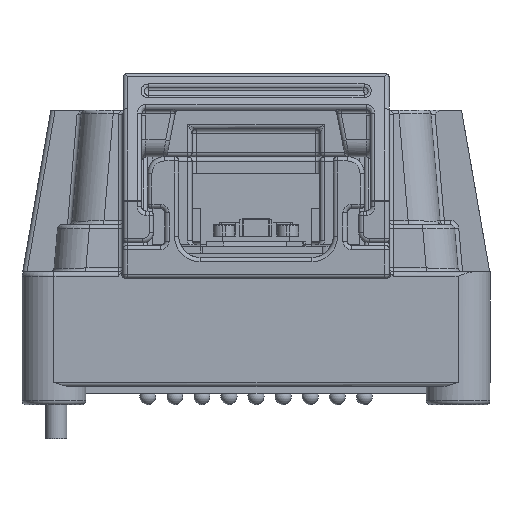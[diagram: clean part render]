
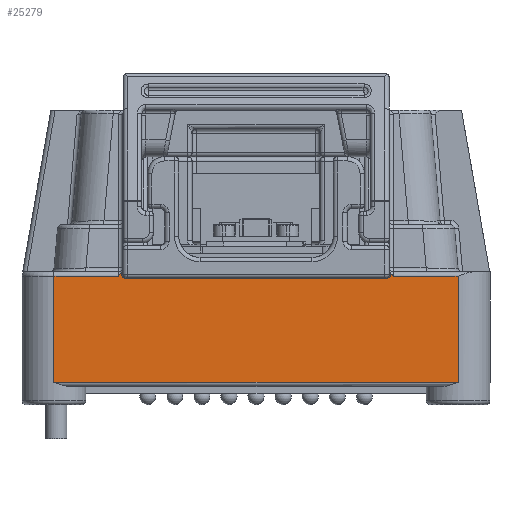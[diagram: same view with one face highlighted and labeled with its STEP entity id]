
A CAD part, front view. The second image highlights one B-rep face of the part: STEP entity #25279.
In plain terms, the highlighted planar face has unit normal (0, -1, 0).
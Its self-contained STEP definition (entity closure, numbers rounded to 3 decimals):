
#1724=LINE($,#39936,#4064);
#1725=LINE($,#39940,#4065);
#1726=LINE($,#40025,#4066);
#1778=LINE($,#40498,#4118);
#1779=LINE($,#40501,#4119);
#1780=LINE($,#40502,#4120);
#4064=VECTOR($,#31263,4.98);
#4065=VECTOR($,#31268,3.031);
#4066=VECTOR($,#31273,12.18);
#4118=VECTOR($,#31461,18.95);
#4119=VECTOR($,#31464,4.98);
#4120=VECTOR($,#31465,3.025);
#5991=PLANE($,#27372);
#7015=FACE_OUTER_BOUND($,#8531,.T.);
#8531=EDGE_LOOP($,(#19484,#19485,#19486,#19487,#19488,#19489,#19490,#19491,
#19492,#19493));
#9727=B_SPLINE_CURVE_WITH_KNOTS($,3,(#39943,#39944,#39945,#39946,#39947,
#39948),.UNSPECIFIED.,.F.,.F.,(4,2,4),(1.18,1.282,
1.399),.UNSPECIFIED.);
#9729=B_SPLINE_CURVE_WITH_KNOTS($,3,(#39999,#40000,#40001,#40002,#40003,
#40004,#40005,#40006,#40007,#40008,#40009,#40010,#40011,#40012),
 .UNSPECIFIED.,.F.,.F.,(4,2,2,2,2,2,4),(0.,0.1,0.194,
0.272,0.339,0.388,0.433),
 .UNSPECIFIED.);
#9732=B_SPLINE_CURVE_WITH_KNOTS($,3,(#40069,#40070,#40071,#40072,#40073,
#40074,#40075,#40076,#40077,#40078,#40079,#40080,#40081,#40082),
 .UNSPECIFIED.,.F.,.F.,(4,2,2,2,2,2,4),(0.,0.069,0.136,
0.206,0.284,0.361,0.431),
 .UNSPECIFIED.);
#9736=B_SPLINE_CURVE_WITH_KNOTS($,3,(#40221,#40222,#40223,#40224,#40225,
#40226),.UNSPECIFIED.,.F.,.F.,(4,2,4),(0.,0.118,0.219),
 .UNSPECIFIED.);
#11509=VERTEX_POINT($,#39360);
#11601=VERTEX_POINT($,#39927);
#11602=VERTEX_POINT($,#39938);
#11603=VERTEX_POINT($,#39942);
#11604=VERTEX_POINT($,#39998);
#11605=VERTEX_POINT($,#40019);
#11606=VERTEX_POINT($,#40068);
#11626=VERTEX_POINT($,#40220);
#11657=VERTEX_POINT($,#40491);
#11658=VERTEX_POINT($,#40500);
#14544=EDGE_CURVE($,#11601,#11509,#1724,.T.);
#14546=EDGE_CURVE($,#11509,#11602,#1725,.T.);
#14547=EDGE_CURVE($,#11603,#11602,#9727,.T.);
#14549=EDGE_CURVE($,#11603,#11604,#9729,.F.);
#14552=EDGE_CURVE($,#11605,#11604,#1726,.T.);
#14553=EDGE_CURVE($,#11605,#11606,#9732,.F.);
#14592=EDGE_CURVE($,#11626,#11606,#9736,.T.);
#14644=EDGE_CURVE($,#11657,#11601,#1778,.T.);
#14645=EDGE_CURVE($,#11658,#11657,#1779,.T.);
#14646=EDGE_CURVE($,#11626,#11658,#1780,.T.);
#19484=ORIENTED_EDGE($,*,*,#14592,.T.);
#19485=ORIENTED_EDGE($,*,*,#14553,.F.);
#19486=ORIENTED_EDGE($,*,*,#14552,.T.);
#19487=ORIENTED_EDGE($,*,*,#14549,.F.);
#19488=ORIENTED_EDGE($,*,*,#14547,.T.);
#19489=ORIENTED_EDGE($,*,*,#14546,.F.);
#19490=ORIENTED_EDGE($,*,*,#14544,.F.);
#19491=ORIENTED_EDGE($,*,*,#14644,.F.);
#19492=ORIENTED_EDGE($,*,*,#14645,.F.);
#19493=ORIENTED_EDGE($,*,*,#14646,.F.);
#25279=ADVANCED_FACE($,(#7015),#5991,.T.);
#27372=AXIS2_PLACEMENT_3D($,#40499,#31462,#31463);
#31263=DIRECTION($,(0.,0.,1.));
#31268=DIRECTION($,(1.,0.,0.));
#31273=DIRECTION($,(-1.,0.,0.));
#31461=DIRECTION($,(-1.,0.,0.));
#31462=DIRECTION('center_axis',(0.,-1.,0.));
#31463=DIRECTION('ref_axis',(1.,0.,0.));
#31464=DIRECTION($,(0.,0.,-1.));
#31465=DIRECTION($,(1.,0.,0.));
#39360=CARTESIAN_POINT('',(-9.475,-9.144,6.03));
#39927=CARTESIAN_POINT('',(-9.475,-9.144,1.05));
#39936=CARTESIAN_POINT($,(-9.475,-9.144,0.));
#39938=CARTESIAN_POINT('',(-6.444,-9.144,6.03));
#39940=CARTESIAN_POINT($,(-5.487,-9.144,6.03));
#39942=CARTESIAN_POINT('',(-6.294,-9.144,6.208));
#39943=CARTESIAN_POINT('Ctrl Pts',(-6.294,-9.144,6.208));
#39944=CARTESIAN_POINT('Ctrl Pts',(-6.311,-9.144,
6.178));
#39945=CARTESIAN_POINT('Ctrl Pts',(-6.333,-9.144,
6.149));
#39946=CARTESIAN_POINT('Ctrl Pts',(-6.385,-9.144,
6.088));
#39947=CARTESIAN_POINT('Ctrl Pts',(-6.416,-9.144,
6.058));
#39948=CARTESIAN_POINT('Ctrl Pts',(-6.444,-9.144,
6.03));
#39998=CARTESIAN_POINT('',(-6.087,-9.144,5.92));
#39999=CARTESIAN_POINT('Ctrl Pts',(-6.087,-9.144,
5.92));
#40000=CARTESIAN_POINT('Ctrl Pts',(-6.12,-9.144,
5.92));
#40001=CARTESIAN_POINT('Ctrl Pts',(-6.154,-9.144,
5.927));
#40002=CARTESIAN_POINT('Ctrl Pts',(-6.213,-9.144,
5.952));
#40003=CARTESIAN_POINT('Ctrl Pts',(-6.24,-9.144,
5.969));
#40004=CARTESIAN_POINT('Ctrl Pts',(-6.28,-9.144,
6.01));
#40005=CARTESIAN_POINT('Ctrl Pts',(-6.295,-9.144,
6.031));
#40006=CARTESIAN_POINT('Ctrl Pts',(-6.314,-9.144,
6.075));
#40007=CARTESIAN_POINT('Ctrl Pts',(-6.318,-9.144,6.097));
#40008=CARTESIAN_POINT('Ctrl Pts',(-6.318,-9.144,6.136));
#40009=CARTESIAN_POINT('Ctrl Pts',(-6.316,-9.144,
6.152));
#40010=CARTESIAN_POINT('Ctrl Pts',(-6.307,-9.144,
6.181));
#40011=CARTESIAN_POINT('Ctrl Pts',(-6.301,-9.144,
6.195));
#40012=CARTESIAN_POINT('Ctrl Pts',(-6.294,-9.144,
6.208));
#40019=CARTESIAN_POINT('',(6.093,-9.144,5.92));
#40025=CARTESIAN_POINT($,(-5.487,-9.144,5.92));
#40068=CARTESIAN_POINT('',(6.3,-9.144,6.208));
#40069=CARTESIAN_POINT('Ctrl Pts',(6.3,-9.144,6.208));
#40070=CARTESIAN_POINT('Ctrl Pts',(6.312,-9.144,6.188));
#40071=CARTESIAN_POINT('Ctrl Pts',(6.32,-9.144,6.166));
#40072=CARTESIAN_POINT('Ctrl Pts',(6.326,-9.144,6.121));
#40073=CARTESIAN_POINT('Ctrl Pts',(6.325,-9.144,6.099));
#40074=CARTESIAN_POINT('Ctrl Pts',(6.313,-9.144,6.055));
#40075=CARTESIAN_POINT('Ctrl Pts',(6.303,-9.144,6.034));
#40076=CARTESIAN_POINT('Ctrl Pts',(6.274,-9.144,5.994));
#40077=CARTESIAN_POINT('Ctrl Pts',(6.254,-9.144,5.977));
#40078=CARTESIAN_POINT('Ctrl Pts',(6.211,-9.144,5.948));
#40079=CARTESIAN_POINT('Ctrl Pts',(6.188,-9.144,5.937));
#40080=CARTESIAN_POINT('Ctrl Pts',(6.14,-9.144,5.923));
#40081=CARTESIAN_POINT('Ctrl Pts',(6.117,-9.144,5.92));
#40082=CARTESIAN_POINT('Ctrl Pts',(6.093,-9.144,5.92));
#40220=CARTESIAN_POINT('',(6.45,-9.144,6.03));
#40221=CARTESIAN_POINT('Ctrl Pts',(6.45,-9.144,6.03));
#40222=CARTESIAN_POINT('Ctrl Pts',(6.422,-9.144,6.058));
#40223=CARTESIAN_POINT('Ctrl Pts',(6.392,-9.144,6.088));
#40224=CARTESIAN_POINT('Ctrl Pts',(6.34,-9.144,6.149));
#40225=CARTESIAN_POINT('Ctrl Pts',(6.317,-9.144,6.178));
#40226=CARTESIAN_POINT('Ctrl Pts',(6.3,-9.144,6.208));
#40491=CARTESIAN_POINT('',(9.475,-9.144,1.05));
#40498=CARTESIAN_POINT($,(-5.487,-9.144,1.05));
#40499=CARTESIAN_POINT('Origin',(-10.975,-9.144,0.));
#40500=CARTESIAN_POINT('',(9.475,-9.144,6.03));
#40501=CARTESIAN_POINT($,(9.475,-9.144,0.));
#40502=CARTESIAN_POINT($,(-5.487,-9.144,6.03));
